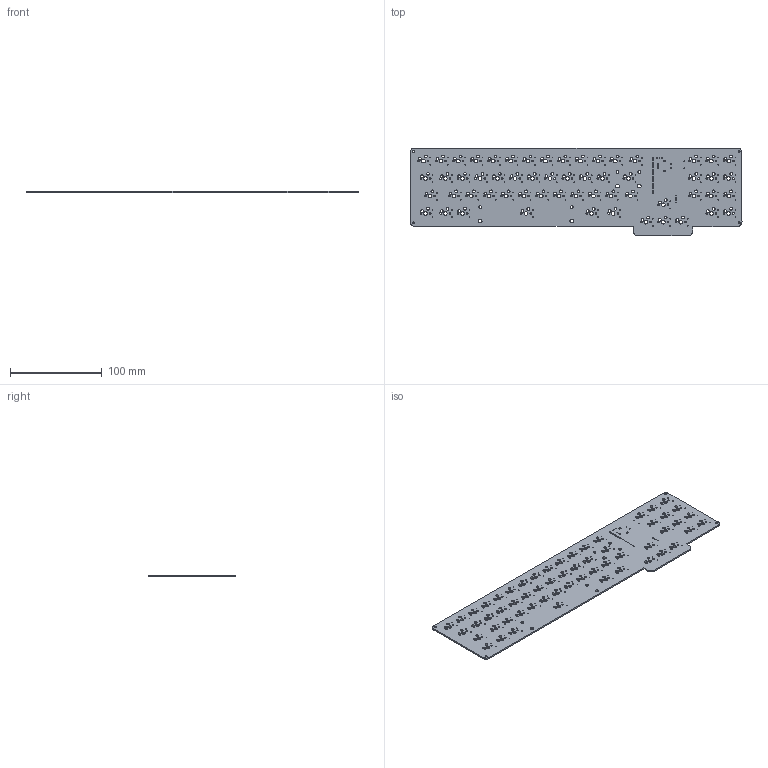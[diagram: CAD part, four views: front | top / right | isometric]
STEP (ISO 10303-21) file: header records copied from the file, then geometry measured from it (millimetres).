
FILE_DESCRIPTION(('KiCad electronic assembly'),'2;1');
FILE_NAME('trashtruck.b.step','2023-04-13T21:36:35',('Pcbnew'),('Kicad') ,'Open CASCADE STEP processor 7.6','KiCad to STEP converter','Unknown' );
FILE_SCHEMA(('AUTOMOTIVE_DESIGN { 1 0 10303 214 1 1 1 1 }'));
Length unit declared in the file: millimetre
Products named in the file (2): trashtruck.b 1; PCB
Assembly tree (1 placements, depth 2):
  trashtruck.b 1
    PCB
Bounding box: 362.44 x 95.73 x 1.6 mm (x, y, z)
Volume: 47322.4 mm3; surface area: 65316.1 mm2
Topology: 1 solids, 1 shells, 626 faces, 1872 edges, 1248 vertices
Faces by surface type: cylinder 448, plane 178
Full cylindrical faces by diameter (mm): 0.7 x98, 0.9 x20, 1 x28, 1.75 x116, 2.2 x4, 3 x116, 3.048 x4, 3.988 x62
Entity records: 50383 total; most frequent: CARTESIAN_POINT 12868, DIRECTION 6872, LINE 3824, VECTOR 3824, ORIENTED_EDGE 3744, PCURVE 3744, DEFINITIONAL_REPRESENTATION 3744, EDGE_CURVE 1872
